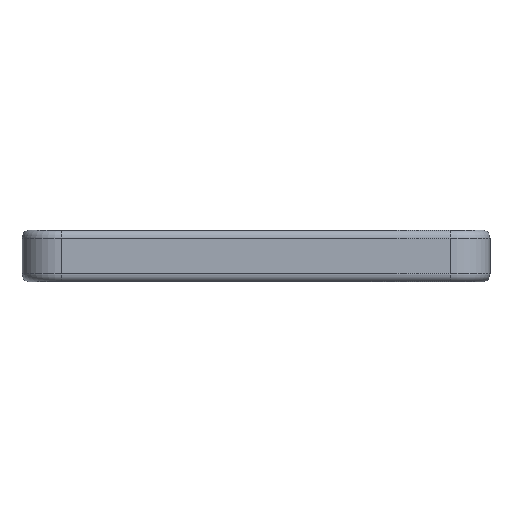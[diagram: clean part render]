
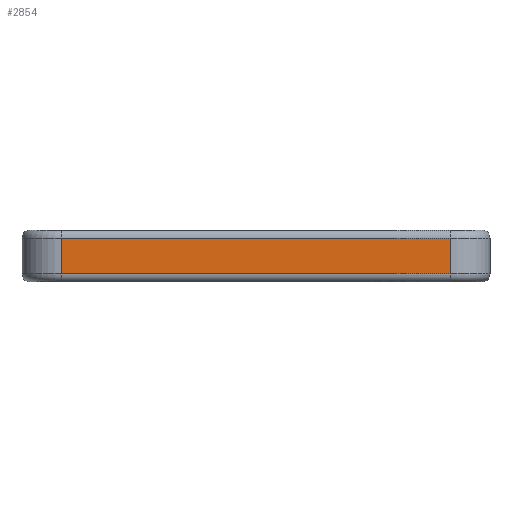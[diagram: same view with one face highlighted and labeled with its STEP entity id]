
A CAD part, left-side view. The second image highlights one B-rep face of the part: STEP entity #2854.
In plain terms, the highlighted planar face has unit normal (-1, 0, 0).
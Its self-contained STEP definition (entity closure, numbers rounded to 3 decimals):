
#201=FACE_OUTER_BOUND('',#373,.T.);
#373=EDGE_LOOP('',(#2176,#2177,#2178,#2179));
#695=LINE('',#4474,#980);
#707=LINE('',#4529,#992);
#708=LINE('',#4533,#993);
#709=LINE('',#4534,#994);
#980=VECTOR('',#3619,10.);
#992=VECTOR('',#3683,10.);
#993=VECTOR('',#3688,10.);
#994=VECTOR('',#3689,10.);
#1282=VERTEX_POINT('',#4471);
#1283=VERTEX_POINT('',#4473);
#1300=VERTEX_POINT('',#4528);
#1301=VERTEX_POINT('',#4532);
#1604=EDGE_CURVE('',#1282,#1283,#695,.T.);
#1632=EDGE_CURVE('',#1283,#1300,#707,.T.);
#1634=EDGE_CURVE('',#1282,#1301,#708,.T.);
#1635=EDGE_CURVE('',#1300,#1301,#709,.T.);
#2176=ORIENTED_EDGE('',*,*,#1604,.F.);
#2177=ORIENTED_EDGE('',*,*,#1634,.T.);
#2178=ORIENTED_EDGE('',*,*,#1635,.F.);
#2179=ORIENTED_EDGE('',*,*,#1632,.F.);
#2716=PLANE('',#3117);
#2854=ADVANCED_FACE('',(#201),#2716,.T.);
#3117=AXIS2_PLACEMENT_3D('',#4531,#3686,#3687);
#3619=DIRECTION('',(0.,1.,0.));
#3683=DIRECTION('',(0.,0.,1.));
#3686=DIRECTION('center_axis',(-1.,0.,0.));
#3687=DIRECTION('ref_axis',(0.,-1.,0.));
#3688=DIRECTION('',(0.,0.,1.));
#3689=DIRECTION('',(0.,-1.,0.));
#4471=CARTESIAN_POINT('',(14.6,-111.4,2.298));
#4473=CARTESIAN_POINT('',(14.6,-14.4,2.298));
#4474=CARTESIAN_POINT('',(14.6,-38.65,2.298));
#4528=CARTESIAN_POINT('',(14.6,-14.4,11.298));
#4529=CARTESIAN_POINT('',(14.6,-14.4,12.798));
#4531=CARTESIAN_POINT('Origin',(14.6,-14.4,12.798));
#4532=CARTESIAN_POINT('',(14.6,-111.4,11.298));
#4533=CARTESIAN_POINT('',(14.6,-111.4,12.798));
#4534=CARTESIAN_POINT('',(14.6,-38.65,11.298));
